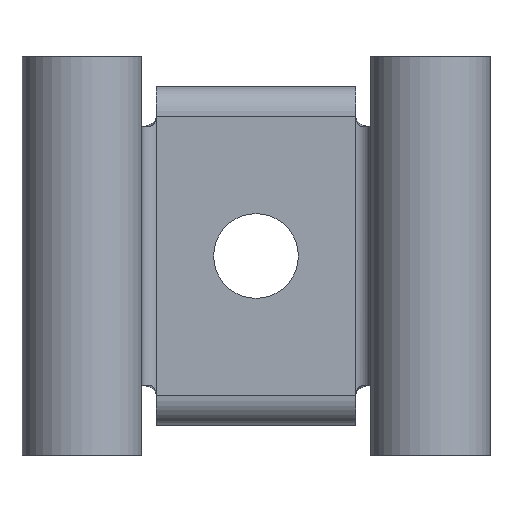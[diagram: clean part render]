
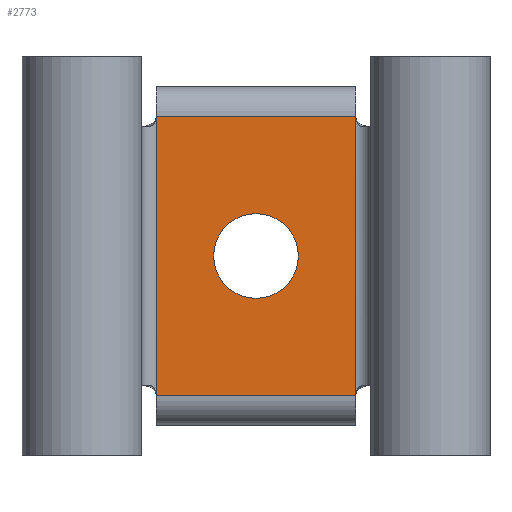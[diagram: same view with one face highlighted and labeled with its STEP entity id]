
A CAD part, front view. The second image highlights one B-rep face of the part: STEP entity #2773.
In plain terms, the highlighted planar face has unit normal (0, -1, 0).
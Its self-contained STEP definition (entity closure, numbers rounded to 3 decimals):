
#15 = VERTEX_POINT ( 'NONE', #1709 ) ;
#36 = ORIENTED_EDGE ( 'NONE', *, *, #3128, .T. ) ;
#90 = DIRECTION ( 'NONE',  ( -1., 0., 0. ) ) ;
#252 = EDGE_LOOP ( 'NONE', ( #1204 ) ) ;
#371 = CARTESIAN_POINT ( 'NONE',  ( 10., 0., 20. ) ) ;
#510 = EDGE_CURVE ( 'NONE', #4102, #4102, #564, .T. ) ;
#564 = CIRCLE ( 'NONE', #651, 4.25 ) ;
#651 = AXIS2_PLACEMENT_3D ( 'NONE', #1171, #4657, #2037 ) ;
#803 = CARTESIAN_POINT ( 'NONE',  ( -10., 0., 14. ) ) ;
#846 = VECTOR ( 'NONE', #2011, 1000. ) ;
#869 = CARTESIAN_POINT ( 'NONE',  ( 10., 0., 14. ) ) ;
#901 = PLANE ( 'NONE',  #1566 ) ;
#1171 = CARTESIAN_POINT ( 'NONE',  ( 0., 0., 0. ) ) ;
#1187 = VECTOR ( 'NONE', #3865, 1000. ) ;
#1204 = ORIENTED_EDGE ( 'NONE', *, *, #510, .T. ) ;
#1205 = CARTESIAN_POINT ( 'NONE',  ( 10., 0., -14. ) ) ;
#1305 = LINE ( 'NONE', #371, #1187 ) ;
#1348 = FACE_OUTER_BOUND ( 'NONE', #3157, .T. ) ;
#1566 = AXIS2_PLACEMENT_3D ( 'NONE', #3108, #4464, #90 ) ;
#1709 = CARTESIAN_POINT ( 'NONE',  ( -10., 0., -14. ) ) ;
#1750 = DIRECTION ( 'NONE',  ( 0., 0., -1. ) ) ;
#1892 = ORIENTED_EDGE ( 'NONE', *, *, #5445, .F. ) ;
#2011 = DIRECTION ( 'NONE',  ( -1., 0., 0. ) ) ;
#2035 = EDGE_CURVE ( 'NONE', #5022, #5189, #1305, .T. ) ;
#2037 = DIRECTION ( 'NONE',  ( -1., 0., 0. ) ) ;
#2134 = LINE ( 'NONE', #4676, #5348 ) ;
#2278 = CARTESIAN_POINT ( 'NONE',  ( -4.25, 0., 0. ) ) ;
#2419 = EDGE_CURVE ( 'NONE', #2662, #15, #4009, .T. ) ;
#2662 = VERTEX_POINT ( 'NONE', #803 ) ;
#2773 = ADVANCED_FACE ( 'NONE', ( #5295, #1348 ), #901, .F. ) ;
#2785 = VECTOR ( 'NONE', #1750, 1000. ) ;
#2865 = ORIENTED_EDGE ( 'NONE', *, *, #2035, .F. ) ;
#3108 = CARTESIAN_POINT ( 'NONE',  ( -10., 0., 20. ) ) ;
#3128 = EDGE_CURVE ( 'NONE', #5022, #2662, #2134, .T. ) ;
#3131 = ORIENTED_EDGE ( 'NONE', *, *, #2419, .T. ) ;
#3157 = EDGE_LOOP ( 'NONE', ( #2865, #36, #3131, #1892 ) ) ;
#3499 = DIRECTION ( 'NONE',  ( -1., 0., 0. ) ) ;
#3865 = DIRECTION ( 'NONE',  ( 0., 0., -1. ) ) ;
#4009 = LINE ( 'NONE', #4475, #2785 ) ;
#4102 = VERTEX_POINT ( 'NONE', #2278 ) ;
#4190 = CARTESIAN_POINT ( 'NONE',  ( -10., 0., -14. ) ) ;
#4464 = DIRECTION ( 'NONE',  ( 0., 1., 0. ) ) ;
#4475 = CARTESIAN_POINT ( 'NONE',  ( -10., 0., 20. ) ) ;
#4657 = DIRECTION ( 'NONE',  ( 0., 1., 0. ) ) ;
#4676 = CARTESIAN_POINT ( 'NONE',  ( -10., 0., 14. ) ) ;
#5022 = VERTEX_POINT ( 'NONE', #869 ) ;
#5033 = LINE ( 'NONE', #4190, #846 ) ;
#5189 = VERTEX_POINT ( 'NONE', #1205 ) ;
#5295 = FACE_BOUND ( 'NONE', #252, .T. ) ;
#5348 = VECTOR ( 'NONE', #3499, 1000. ) ;
#5445 = EDGE_CURVE ( 'NONE', #5189, #15, #5033, .T. ) ;
